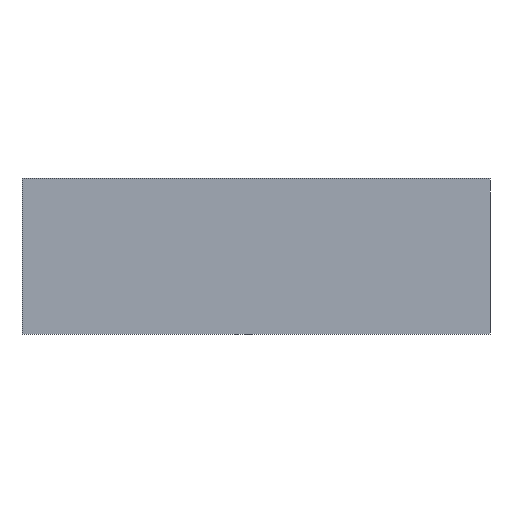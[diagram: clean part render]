
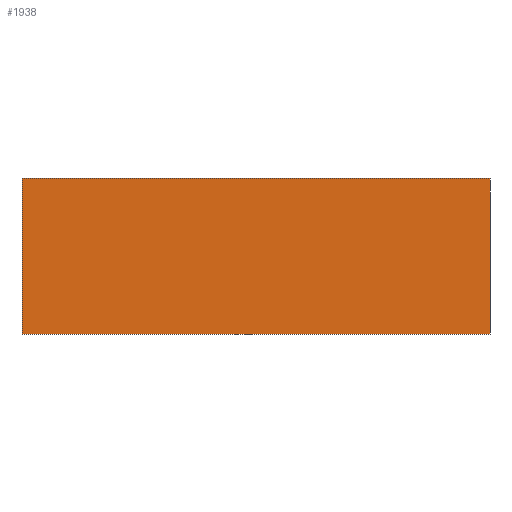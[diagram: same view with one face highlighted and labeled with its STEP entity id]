
A CAD part, front view. The second image highlights one B-rep face of the part: STEP entity #1938.
In plain terms, the highlighted planar face has unit normal (0, -1, 0).
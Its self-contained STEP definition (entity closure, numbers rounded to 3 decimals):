
#139=PLANE('',#2063);
#246=FACE_OUTER_BOUND('',#372,.T.);
#372=EDGE_LOOP('',(#1827,#1828,#1829,#1830));
#384=LINE('',#2576,#638);
#622=LINE('',#3071,#876);
#624=LINE('',#3074,#878);
#626=LINE('',#3077,#880);
#638=VECTOR('',#2093,10.);
#876=VECTOR('',#2529,10.);
#878=VECTOR('',#2533,10.);
#880=VECTOR('',#2537,10.);
#897=VERTEX_POINT('',#2573);
#898=VERTEX_POINT('',#2575);
#1055=VERTEX_POINT('',#3068);
#1056=VERTEX_POINT('',#3070);
#1072=EDGE_CURVE('',#898,#897,#384,.T.);
#1310=EDGE_CURVE('',#1056,#1055,#622,.T.);
#1312=EDGE_CURVE('',#1055,#898,#624,.T.);
#1314=EDGE_CURVE('',#897,#1056,#626,.T.);
#1827=ORIENTED_EDGE('',*,*,#1314,.T.);
#1828=ORIENTED_EDGE('',*,*,#1310,.T.);
#1829=ORIENTED_EDGE('',*,*,#1312,.T.);
#1830=ORIENTED_EDGE('',*,*,#1072,.T.);
#1938=ADVANCED_FACE('',(#246),#139,.F.);
#2063=AXIS2_PLACEMENT_3D('',#3079,#2540,#2541);
#2093=DIRECTION('',(0.,0.,1.));
#2529=DIRECTION('',(0.,0.,-1.));
#2533=DIRECTION('',(1.,0.,0.));
#2537=DIRECTION('',(-1.,0.,0.));
#2540=DIRECTION('center_axis',(0.,1.,0.));
#2541=DIRECTION('ref_axis',(1.,0.,0.));
#2573=CARTESIAN_POINT('',(75.,0.,25.));
#2575=CARTESIAN_POINT('',(75.,0.,-25.));
#2576=CARTESIAN_POINT('',(75.,0.,-25.));
#3068=CARTESIAN_POINT('',(-75.,0.,-25.));
#3070=CARTESIAN_POINT('',(-75.,0.,25.));
#3071=CARTESIAN_POINT('',(-75.,0.,25.));
#3074=CARTESIAN_POINT('',(-75.,0.,-25.));
#3077=CARTESIAN_POINT('',(75.,0.,25.));
#3079=CARTESIAN_POINT('Origin',(0.,0.,0.));
